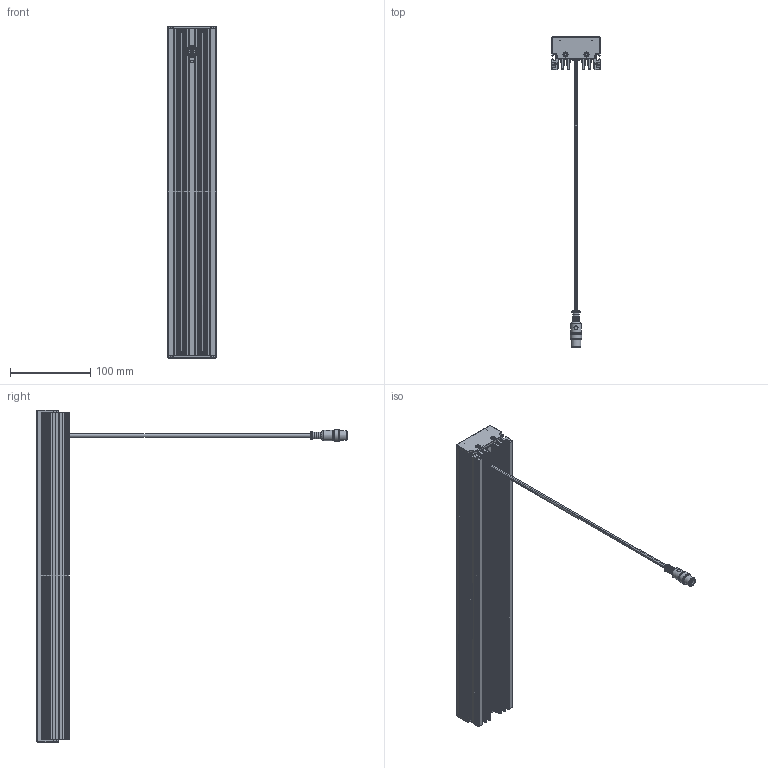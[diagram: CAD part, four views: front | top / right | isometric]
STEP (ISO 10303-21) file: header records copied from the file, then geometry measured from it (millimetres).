
FILE_DESCRIPTION(/* description */ ('DISO X xxx'),/* implementation_level */ '2;1');
FILE_NAME(/* name */ 'BEK-A400.stp',/* time_stamp */ '2016-05-12T07:38:18+02:00',/* author */ ('lsa'),/* organization */ ('di-soric GmbH & Co. KG'),/* preprocessor_version */ 'ST-DEVELOPER v16.1',/* originating_system */ 'Autodesk Inventor 2016',/* authorisation */ '');
FILE_SCHEMA (('AUTOMOTIVE_DESIGN { 1 0 10303 214 3 1 1 }'));
Length unit declared in the file: millimetre
Products named in the file (1): Bauteil2
Bounding box: 60 x 385.96 x 413 mm (x, y, z)
Volume: 711808.8 mm3; surface area: 286323 mm2
Topology: 2 solids, 2 shells, 1079 faces, 3083 edges, 2022 vertices
Faces by surface type: cylinder 552, plane 451, cone 50, torus 14, bspline 12
Full cylindrical faces by diameter (mm): 1 x4, 1.25 x4, 1.567 x4, 2.662 x4, 3.2 x4, 3.242 x1, 4.7 x1, 5 x2, 6 x5, 6.5 x4, 7.5 x2, 8 x1, 8.5 x4, 9 x1, 10 x2, 10.8 x1, 11.25 x1, 12 x1, 13 x1, 14.25 x2, 14.5 x1
Entity records: 41825 total; most frequent: CARTESIAN_POINT 12772, DIRECTION 6050, ORIENTED_EDGE 5878, EDGE_CURVE 2939, AXIS2_PLACEMENT_3D 2233, VERTEX_POINT 1979, LINE 1584, VECTOR 1584
